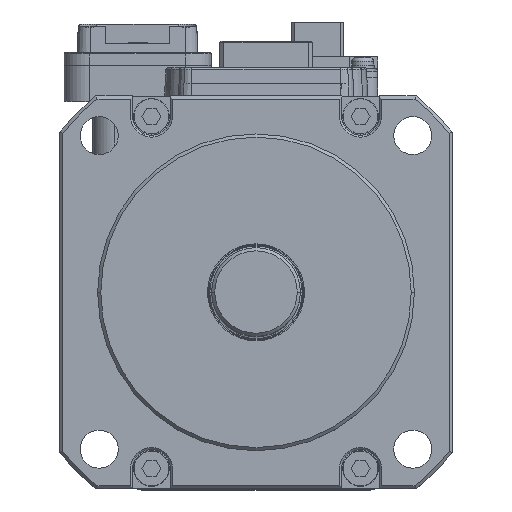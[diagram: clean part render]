
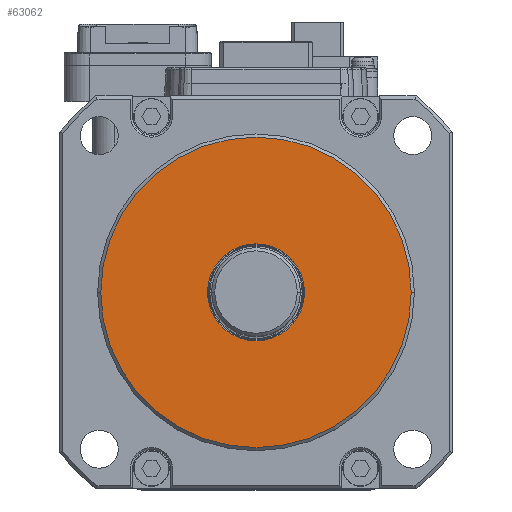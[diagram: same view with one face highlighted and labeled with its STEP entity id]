
A CAD part, top view. The second image highlights one B-rep face of the part: STEP entity #63062.
In plain terms, the highlighted planar face has unit normal (0, 0, 1).
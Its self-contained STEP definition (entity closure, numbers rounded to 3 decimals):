
#1407 = AXIS2_PLACEMENT_3D ( 'NONE', #3049, #3057, #3024 ) ;
#3018 = FACE_OUTER_BOUND ( 'NONE', #69535, .T. ) ;
#3020 = FACE_BOUND ( 'NONE', #69562, .T. ) ;
#3024 = DIRECTION ( 'NONE',  ( 1., 0., 0. ) ) ;
#3040 = PLANE ( 'NONE',  #1407 ) ;
#3049 = CARTESIAN_POINT ( 'NONE',  ( 0., 0., 29.5 ) ) ;
#3057 = DIRECTION ( 'NONE',  ( 0., 0., 1. ) ) ;
#3764 = EDGE_CURVE ( 'NONE', #53926, #53940, #93776, .T. ) ;
#3807 = EDGE_CURVE ( 'NONE', #53978, #53982, #93884, .T. ) ;
#4018 = EDGE_CURVE ( 'NONE', #53982, #53978, #94246, .T. ) ;
#4043 = EDGE_CURVE ( 'NONE', #53940, #53926, #93658, .T. ) ;
#49932 = DIRECTION ( 'NONE',  ( 0., 0., 1. ) ) ;
#49971 = DIRECTION ( 'NONE',  ( 1., 0., 0. ) ) ;
#50004 = CARTESIAN_POINT ( 'NONE',  ( 0., 0., 29.5 ) ) ;
#50098 = CARTESIAN_POINT ( 'NONE',  ( 0., 0., 29.5 ) ) ;
#50104 = DIRECTION ( 'NONE',  ( 1., 0., 0. ) ) ;
#50119 = DIRECTION ( 'NONE',  ( 0., 0., 1. ) ) ;
#50432 = CARTESIAN_POINT ( 'NONE',  ( 0., 0., 29.5 ) ) ;
#50454 = DIRECTION ( 'NONE',  ( 1., 0., 0. ) ) ;
#50469 = DIRECTION ( 'NONE',  ( 0., 0., 1. ) ) ;
#50486 = CARTESIAN_POINT ( 'NONE',  ( 0., 0., 29.5 ) ) ;
#50501 = DIRECTION ( 'NONE',  ( 1., 0., 0. ) ) ;
#50520 = DIRECTION ( 'NONE',  ( 0., 0., 1. ) ) ;
#53926 = VERTEX_POINT ( 'NONE', #99632 ) ;
#53940 = VERTEX_POINT ( 'NONE', #99715 ) ;
#53978 = VERTEX_POINT ( 'NONE', #99684 ) ;
#53982 = VERTEX_POINT ( 'NONE', #99685 ) ;
#62244 = ORIENTED_EDGE ( 'NONE', *, *, #4018, .T. ) ;
#62246 = ORIENTED_EDGE ( 'NONE', *, *, #3807, .T. ) ;
#62254 = ORIENTED_EDGE ( 'NONE', *, *, #3764, .F. ) ;
#62285 = ORIENTED_EDGE ( 'NONE', *, *, #4043, .F. ) ;
#63062 = ADVANCED_FACE ( 'NONE', ( #3018, #3020 ), #3040, .T. ) ;
#69535 = EDGE_LOOP ( 'NONE', ( #62244, #62246 ) ) ;
#69562 = EDGE_LOOP ( 'NONE', ( #62254, #62285 ) ) ;
#93658 = CIRCLE ( 'NONE', #93780, 7.65 ) ;
#93776 = CIRCLE ( 'NONE', #93779, 7.65 ) ;
#93779 = AXIS2_PLACEMENT_3D ( 'NONE', #50004, #49932, #49971 ) ;
#93780 = AXIS2_PLACEMENT_3D ( 'NONE', #50486, #50520, #50501 ) ;
#93878 = AXIS2_PLACEMENT_3D ( 'NONE', #50098, #50119, #50104 ) ;
#93884 = CIRCLE ( 'NONE', #93878, 24.5 ) ;
#94246 = CIRCLE ( 'NONE', #94248, 24.5 ) ;
#94248 = AXIS2_PLACEMENT_3D ( 'NONE', #50432, #50469, #50454 ) ;
#99632 = CARTESIAN_POINT ( 'NONE',  ( -7.65, 0., 29.5 ) ) ;
#99684 = CARTESIAN_POINT ( 'NONE',  ( 24.5, 0., 29.5 ) ) ;
#99685 = CARTESIAN_POINT ( 'NONE',  ( -24.5, 0., 29.5 ) ) ;
#99715 = CARTESIAN_POINT ( 'NONE',  ( 7.65, 0., 29.5 ) ) ;
